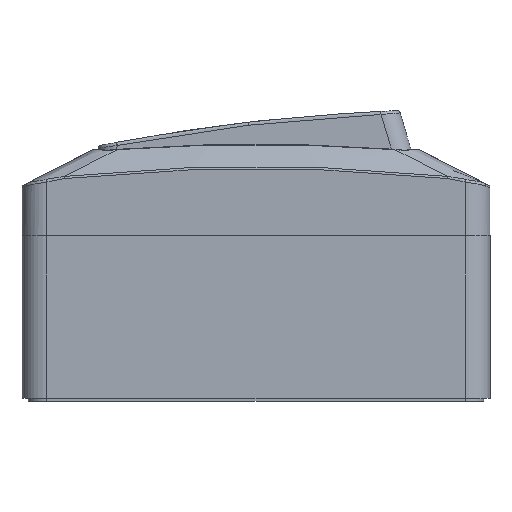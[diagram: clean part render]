
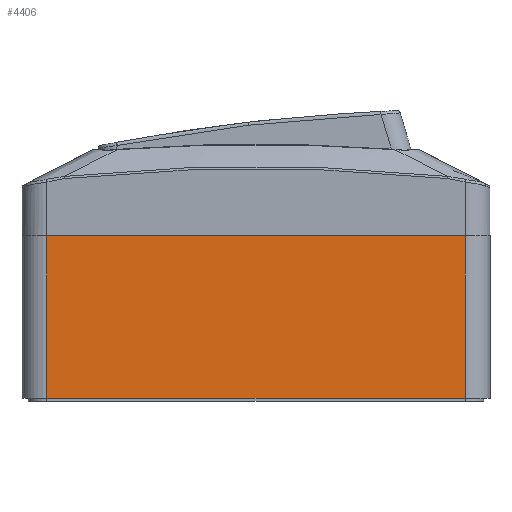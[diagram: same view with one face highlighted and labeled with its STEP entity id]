
A CAD part, left-side view. The second image highlights one B-rep face of the part: STEP entity #4406.
In plain terms, the highlighted planar face has unit normal (-1, 0, 0).
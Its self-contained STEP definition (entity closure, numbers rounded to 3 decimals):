
#168 = LINE ( 'NONE', #9854, #14102 ) ;
#436 = FACE_OUTER_BOUND ( 'NONE', #11638, .T. ) ;
#1005 = DIRECTION ( 'NONE',  ( 0., 0., -1. ) ) ;
#1654 = VECTOR ( 'NONE', #2512, 1000. ) ;
#1763 = CARTESIAN_POINT ( 'NONE',  ( -32.5, -33.5, 26. ) ) ;
#1781 = VECTOR ( 'NONE', #3750, 1000. ) ;
#2119 = LINE ( 'NONE', #3745, #1781 ) ;
#2495 = CARTESIAN_POINT ( 'NONE',  ( -32.5, 33.5, 26. ) ) ;
#2512 = DIRECTION ( 'NONE',  ( 0., 0., -1. ) ) ;
#2966 = CARTESIAN_POINT ( 'NONE',  ( -32.5, 33.5, 0. ) ) ;
#3745 = CARTESIAN_POINT ( 'NONE',  ( -32.5, -33.5, 26. ) ) ;
#3750 = DIRECTION ( 'NONE',  ( 0., -1., 0. ) ) ;
#4066 = VERTEX_POINT ( 'NONE', #9356 ) ;
#4306 = LINE ( 'NONE', #13341, #9996 ) ;
#4406 = ADVANCED_FACE ( 'NONE', ( #436 ), #6456, .F. ) ;
#4612 = LINE ( 'NONE', #2495, #1654 ) ;
#4686 = EDGE_CURVE ( 'NONE', #4066, #4834, #2119, .T. ) ;
#4735 = VERTEX_POINT ( 'NONE', #2966 ) ;
#4834 = VERTEX_POINT ( 'NONE', #1763 ) ;
#6113 = EDGE_CURVE ( 'NONE', #4066, #4735, #4612, .T. ) ;
#6362 = DIRECTION ( 'NONE',  ( 0., 0., -1. ) ) ;
#6376 = DIRECTION ( 'NONE',  ( 1., 0., 0. ) ) ;
#6441 = CARTESIAN_POINT ( 'NONE',  ( -32.5, -33.5, 26. ) ) ;
#6456 = PLANE ( 'NONE',  #13815 ) ;
#9356 = CARTESIAN_POINT ( 'NONE',  ( -32.5, 33.5, 26. ) ) ;
#9452 = CARTESIAN_POINT ( 'NONE',  ( -32.5, -33.5, 0. ) ) ;
#9854 = CARTESIAN_POINT ( 'NONE',  ( -32.5, -33.5, 26. ) ) ;
#9996 = VECTOR ( 'NONE', #12945, 1000. ) ;
#10132 = EDGE_CURVE ( 'NONE', #4735, #10215, #4306, .T. ) ;
#10215 = VERTEX_POINT ( 'NONE', #9452 ) ;
#10681 = ORIENTED_EDGE ( 'NONE', *, *, #10132, .T. ) ;
#10874 = EDGE_CURVE ( 'NONE', #4834, #10215, #168, .T. ) ;
#11025 = ORIENTED_EDGE ( 'NONE', *, *, #10874, .F. ) ;
#11638 = EDGE_LOOP ( 'NONE', ( #10681, #11025, #14136, #12006 ) ) ;
#12006 = ORIENTED_EDGE ( 'NONE', *, *, #6113, .T. ) ;
#12945 = DIRECTION ( 'NONE',  ( 0., -1., 0. ) ) ;
#13341 = CARTESIAN_POINT ( 'NONE',  ( -32.5, -33.5, 0. ) ) ;
#13815 = AXIS2_PLACEMENT_3D ( 'NONE', #6441, #6376, #6362 ) ;
#14102 = VECTOR ( 'NONE', #1005, 1000. ) ;
#14136 = ORIENTED_EDGE ( 'NONE', *, *, #4686, .F. ) ;
